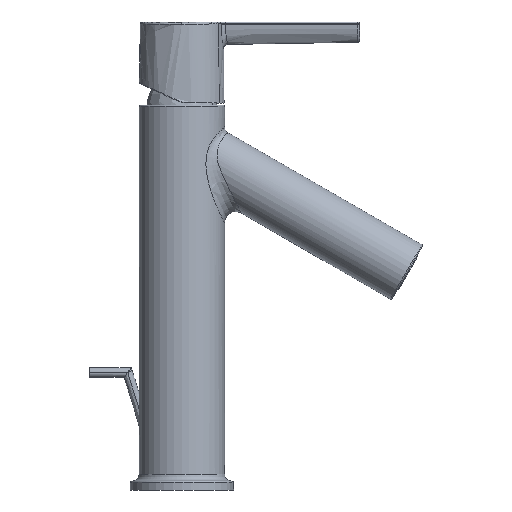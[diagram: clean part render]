
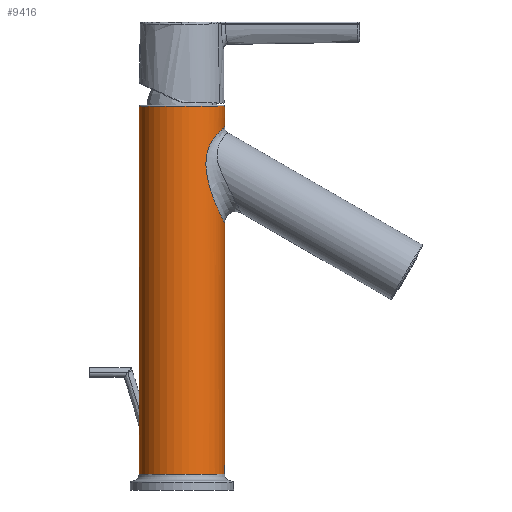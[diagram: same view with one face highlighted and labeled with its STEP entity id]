
A CAD part, front view. The second image highlights one B-rep face of the part: STEP entity #9416.
In plain terms, the highlighted cylindrical face has radius 19 mm (diameter 38 mm), a partial arc.
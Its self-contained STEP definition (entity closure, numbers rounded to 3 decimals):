
#5421=CARTESIAN_POINT(' ',(19.,0.,161.428));
#5422=VERTEX_POINT(' ',#5421);
#5466=CARTESIAN_POINT(' ',(19.,0.,118.665));
#5467=VERTEX_POINT(' ',#5466);
#8516=CARTESIAN_POINT(' ',(19.,0.,118.665));
#8521=CARTESIAN_POINT(' ',(19.,-2.136,118.665));
#8526=CARTESIAN_POINT(' ',(18.636,-4.033,119.385));
#8531=CARTESIAN_POINT(' ',(17.934,-6.325,120.807));
#8536=CARTESIAN_POINT(' ',(17.683,-6.982,121.319));
#8541=CARTESIAN_POINT(' ',(16.751,-9.121,123.252));
#8546=CARTESIAN_POINT(' ',(15.981,-10.345,124.911));
#8551=CARTESIAN_POINT(' ',(14.807,-11.932,127.676));
#8556=CARTESIAN_POINT(' ',(14.383,-12.43,128.731));
#8561=CARTESIAN_POINT(' ',(13.474,-13.416,131.165));
#8566=CARTESIAN_POINT(' ',(12.984,-13.884,132.595));
#8571=CARTESIAN_POINT(' ',(12.007,-14.743,135.867));
#8576=CARTESIAN_POINT(' ',(11.542,-15.098,137.734));
#8581=CARTESIAN_POINT(' ',(10.931,-15.545,141.233));
#8586=CARTESIAN_POINT(' ',(10.748,-15.668,142.848));
#8591=CARTESIAN_POINT(' ',(10.682,-15.713,146.086));
#8596=CARTESIAN_POINT(' ',(10.794,-15.641,147.687));
#8601=CARTESIAN_POINT(' ',(11.29,-15.284,150.196));
#8606=CARTESIAN_POINT(' ',(11.555,-15.089,151.14));
#8611=CARTESIAN_POINT(' ',(12.293,-14.497,153.111));
#8616=CARTESIAN_POINT(' ',(12.777,-14.081,154.073));
#8621=CARTESIAN_POINT(' ',(14.047,-12.837,156.174));
#8626=CARTESIAN_POINT(' ',(14.868,-11.905,157.204));
#8631=CARTESIAN_POINT(' ',(16.354,-9.756,158.887));
#8636=CARTESIAN_POINT(' ',(17.037,-8.534,159.569));
#8641=CARTESIAN_POINT(' ',(18.112,-5.908,160.605));
#8646=CARTESIAN_POINT(' ',(18.512,-4.514,160.973));
#8651=CARTESIAN_POINT(' ',(18.916,-2.066,161.349));
#8656=CARTESIAN_POINT(' ',(19.,-1.031,161.428));
#8661=CARTESIAN_POINT(' ',(19.,0.,161.428));
#8666=B_SPLINE_CURVE_WITH_KNOTS('',3,(#8516,#8521,#8526,#8531,#8536,#8541,#8546,#8551,#8556,#8561,#8566,#8571,#8576,#8581,#8586,#8591,#8596,#8601,#8606,#8611,#8616,#8621,#8626,#8631,#8636,#8641,#8646,#8651,#8656,#8661),.UNSPECIFIED.,.F.,.U.,(4,2,2,2,2,2,2,2,2,2,2,2,2,2,4),(0.,0.08,0.119,0.217,0.281,0.358,0.45,0.53,0.607,0.654,0.711,0.792,0.871,0.946,1.),.UNSPECIFIED.);
#8671=EDGE_CURVE(' ',#5467,#5422,#8666,.T.);
#8736=CARTESIAN_POINT(' ',(19.,0.,161.428));
#8741=DIRECTION(' ',(0.,0.,1.));
#8746=VECTOR(' ',#8741,1.);
#8751=LINE('',#8736,#8746);
#8756=CARTESIAN_POINT(' ',(19.,0.,170.5));
#8757=VERTEX_POINT(' ',#8756);
#8761=EDGE_CURVE(' ',#5422,#8757,#8751,.T.);
#8776=CARTESIAN_POINT(' ',(19.,0.,7.));
#8781=DIRECTION(' ',(0.,0.,1.));
#8786=VECTOR(' ',#8781,1.);
#8791=LINE('',#8776,#8786);
#8796=CARTESIAN_POINT(' ',(19.,0.,7.));
#8797=VERTEX_POINT(' ',#8796);
#8801=EDGE_CURVE(' ',#8797,#5467,#8791,.T.);
#8836=CARTESIAN_POINT(' ',(-19.,0.,7.));
#8837=VERTEX_POINT(' ',#8836);
#8851=CARTESIAN_POINT(' ',(-19.,0.,7.));
#8856=DIRECTION(' ',(0.,0.,1.));
#8861=VECTOR(' ',#8856,1.);
#8866=LINE('',#8851,#8861);
#8871=CARTESIAN_POINT(' ',(-19.,0.,27.661));
#8872=VERTEX_POINT(' ',#8871);
#8876=EDGE_CURVE(' ',#8837,#8872,#8866,.T.);
#9031=CARTESIAN_POINT(' ',(-19.,0.,46.98));
#9032=VERTEX_POINT(' ',#9031);
#9046=CARTESIAN_POINT(' ',(-19.,0.,46.98));
#9051=DIRECTION(' ',(0.,0.,1.));
#9056=VECTOR(' ',#9051,1.);
#9061=LINE('',#9046,#9056);
#9066=CARTESIAN_POINT(' ',(-19.,0.,170.5));
#9067=VERTEX_POINT(' ',#9066);
#9071=EDGE_CURVE(' ',#9032,#9067,#9061,.T.);
#9131=CARTESIAN_POINT(' ',(0.,0.,85.5));
#9136=DIRECTION(' ',(0.,-0.,1.));
#9141=DIRECTION(' ',(-1.,0.,0.));
#9146=AXIS2_PLACEMENT_3D(' ',#9131,#9136,#9141);
#9151=CYLINDRICAL_SURFACE(' ',#9146,19.);
#9156=ORIENTED_EDGE(' ',*,*,#9071,.F.);
#9161=CARTESIAN_POINT(' ',(-19.,0.,46.98));
#9166=CARTESIAN_POINT(' ',(-19.,-0.327,46.98));
#9171=CARTESIAN_POINT(' ',(-18.991,-0.598,46.697));
#9176=CARTESIAN_POINT(' ',(-18.977,-0.959,46.182));
#9181=CARTESIAN_POINT(' ',(-18.969,-1.089,45.919));
#9186=CARTESIAN_POINT(' ',(-18.936,-1.606,44.681));
#9191=CARTESIAN_POINT(' ',(-18.909,-1.864,43.491));
#9196=CARTESIAN_POINT(' ',(-18.877,-2.164,41.796));
#9201=CARTESIAN_POINT(' ',(-18.864,-2.272,40.952));
#9206=CARTESIAN_POINT(' ',(-18.833,-2.52,38.177));
#9211=CARTESIAN_POINT(' ',(-18.828,-2.549,36.171));
#9216=CARTESIAN_POINT(' ',(-18.853,-2.357,33.414));
#9221=CARTESIAN_POINT(' ',(-18.865,-2.268,32.603));
#9226=CARTESIAN_POINT(' ',(-18.901,-1.94,30.73));
#9231=CARTESIAN_POINT(' ',(-18.933,-1.653,29.555));
#9236=CARTESIAN_POINT(' ',(-18.962,-1.199,28.702));
#9241=B_SPLINE_CURVE_WITH_KNOTS('',3,(#9161,#9166,#9171,#9176,#9181,#9186,#9191,#9196,#9201,#9206,#9211,#9216,#9221,#9226,#9231,#9236),.UNSPECIFIED.,.F.,.U.,(4,2,2,2,2,2,2,4),(0.,0.051,0.1,0.247,0.391,0.69,0.834,1.),.UNSPECIFIED.);
#9246=CARTESIAN_POINT(' ',(-18.962,-1.199,28.702));
#9247=VERTEX_POINT(' ',#9246);
#9251=EDGE_CURVE(' ',#9032,#9247,#9241,.T.);
#9256=ORIENTED_EDGE(' ',*,*,#9251,.T.);
#9261=CARTESIAN_POINT(' ',(-19.,0.,27.661));
#9266=CARTESIAN_POINT(' ',(-19.,-0.241,27.661));
#9271=CARTESIAN_POINT(' ',(-18.995,-0.459,27.781));
#9276=CARTESIAN_POINT(' ',(-18.983,-0.821,28.106));
#9281=CARTESIAN_POINT(' ',(-18.976,-0.961,28.299));
#9286=CARTESIAN_POINT(' ',(-18.967,-1.125,28.568));
#9291=CARTESIAN_POINT(' ',(-18.964,-1.163,28.635));
#9296=CARTESIAN_POINT(' ',(-18.962,-1.199,28.702));
#9301=B_SPLINE_CURVE_WITH_KNOTS('',3,(#9261,#9266,#9271,#9276,#9281,#9286,#9291,#9296),.UNSPECIFIED.,.F.,.U.,(4,2,2,4),(0.,0.43,0.86,1.),.UNSPECIFIED.);
#9306=EDGE_CURVE(' ',#8872,#9247,#9301,.T.);
#9311=ORIENTED_EDGE(' ',*,*,#9306,.F.);
#9316=ORIENTED_EDGE(' ',*,*,#8876,.F.);
#9321=CARTESIAN_POINT(' ',(0.,0.,7.));
#9326=DIRECTION(' ',(0.,0.,-1.));
#9331=DIRECTION(' ',(1.,0.,0.));
#9336=AXIS2_PLACEMENT_3D(' ',#9321,#9326,#9331);
#9341=CIRCLE('',#9336,19.);
#9346=EDGE_CURVE(' ',#8797,#8837,#9341,.T.);
#9351=ORIENTED_EDGE(' ',*,*,#9346,.F.);
#9356=ORIENTED_EDGE(' ',*,*,#8801,.T.);
#9361=ORIENTED_EDGE(' ',*,*,#8671,.T.);
#9366=ORIENTED_EDGE(' ',*,*,#8761,.T.);
#9371=CARTESIAN_POINT(' ',(0.,0.,170.5));
#9376=DIRECTION(' ',(0.,0.,1.));
#9381=DIRECTION(' ',(-1.,0.,0.));
#9386=AXIS2_PLACEMENT_3D(' ',#9371,#9376,#9381);
#9391=CIRCLE('',#9386,19.);
#9396=EDGE_CURVE(' ',#9067,#8757,#9391,.T.);
#9401=ORIENTED_EDGE(' ',*,*,#9396,.F.);
#9406=EDGE_LOOP(' ',(#9156,#9256,#9311,#9316,#9351,#9356,#9361,#9366,#9401));
#9411=FACE_OUTER_BOUND(' ',#9406,.T.);
#9416=ADVANCED_FACE('',(#9411),#9151,.T.);
